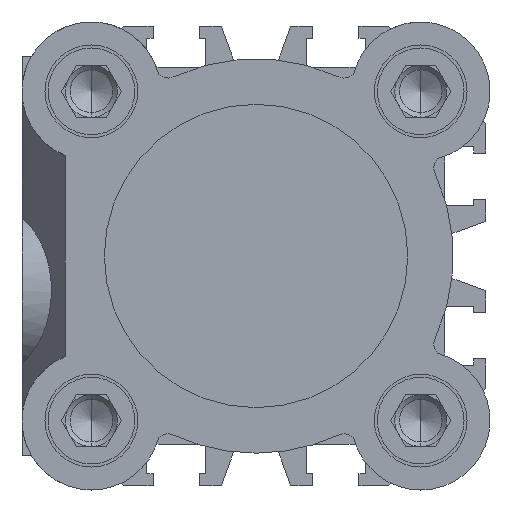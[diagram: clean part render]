
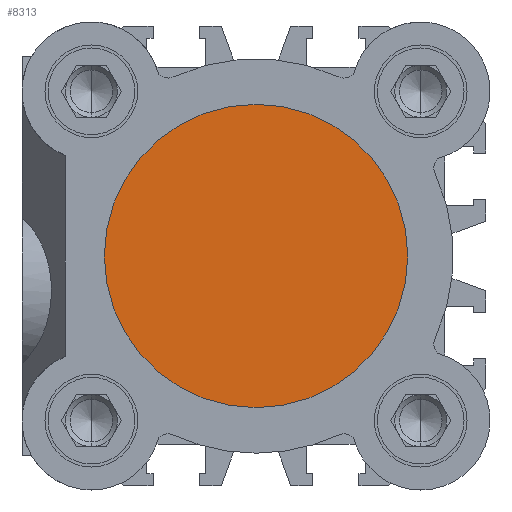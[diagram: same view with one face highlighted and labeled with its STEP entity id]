
A CAD part, left-side view. The second image highlights one B-rep face of the part: STEP entity #8313.
In plain terms, the highlighted face is planar.
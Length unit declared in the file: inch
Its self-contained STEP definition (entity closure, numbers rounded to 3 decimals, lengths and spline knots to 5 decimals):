
#213 = CIRCLE ( 'NONE', #2191, 0.68898 ) ;
#620 = EDGE_LOOP ( 'NONE', ( #5488, #3299 ) ) ;
#1796 = CARTESIAN_POINT ( 'NONE',  ( 0.15748, 0., 0. ) ) ;
#2191 = AXIS2_PLACEMENT_3D ( 'NONE', #1796, #8791, #2809 ) ;
#2235 = CARTESIAN_POINT ( 'NONE',  ( 0.15748, 0., 0. ) ) ;
#2809 = DIRECTION ( 'NONE',  ( 0., 0., 1. ) ) ;
#2959 = EDGE_CURVE ( 'NONE', #5981, #12397, #8017, .T. ) ;
#3265 = DIRECTION ( 'NONE',  ( 0., 0., 1. ) ) ;
#3299 = ORIENTED_EDGE ( 'NONE', *, *, #2959, .F. ) ;
#3630 = FACE_OUTER_BOUND ( 'NONE', #620, .T. ) ;
#3979 = CARTESIAN_POINT ( 'NONE',  ( 0.15748, 0.68898, 0. ) ) ;
#4993 = DIRECTION ( 'NONE',  ( 0., 0., 1. ) ) ;
#5488 = ORIENTED_EDGE ( 'NONE', *, *, #12794, .F. ) ;
#5981 = VERTEX_POINT ( 'NONE', #7651 ) ;
#6037 = AXIS2_PLACEMENT_3D ( 'NONE', #3979, #10948, #4993 ) ;
#7651 = CARTESIAN_POINT ( 'NONE',  ( 0.15748, 0., -0.68898 ) ) ;
#8017 = CIRCLE ( 'NONE', #8168, 0.68898 ) ;
#8168 = AXIS2_PLACEMENT_3D ( 'NONE', #2235, #9242, #3265 ) ;
#8313 = ADVANCED_FACE ( 'NONE', ( #3630 ), #10909, .F. ) ;
#8791 = DIRECTION ( 'NONE',  ( -1., 0., 0. ) ) ;
#9242 = DIRECTION ( 'NONE',  ( -1., 0., 0. ) ) ;
#10117 = CARTESIAN_POINT ( 'NONE',  ( 0.15748, 0., 0.68898 ) ) ;
#10909 = PLANE ( 'NONE',  #6037 ) ;
#10948 = DIRECTION ( 'NONE',  ( -1., 0., 0. ) ) ;
#12397 = VERTEX_POINT ( 'NONE', #10117 ) ;
#12794 = EDGE_CURVE ( 'NONE', #12397, #5981, #213, .T. ) ;
